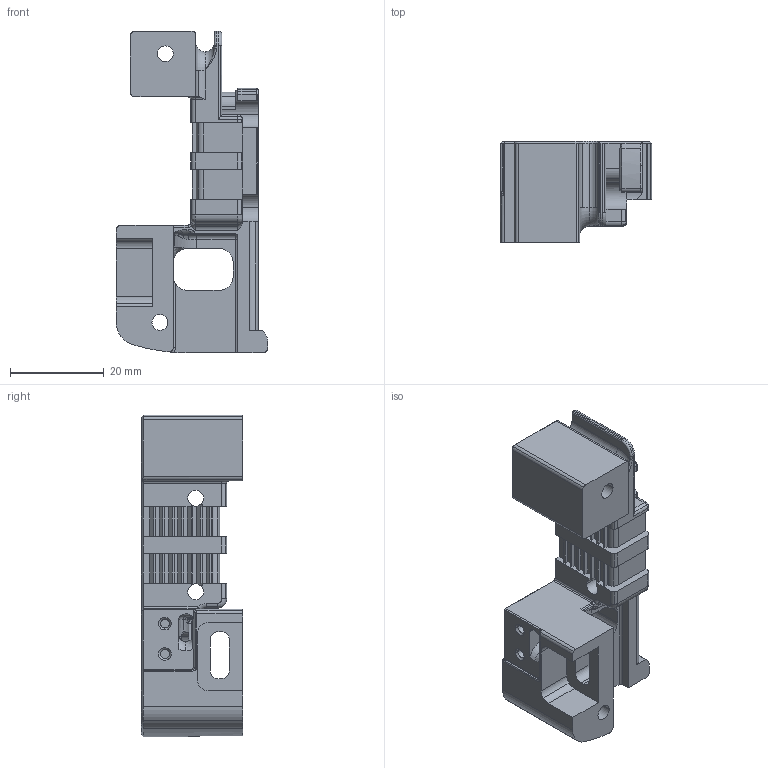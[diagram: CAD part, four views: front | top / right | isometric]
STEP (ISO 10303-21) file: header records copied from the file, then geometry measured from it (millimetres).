
FILE_DESCRIPTION (( 'STEP AP214' ), '1' );
FILE_NAME ('x_carriage_frame_right.STEP', '2022-11-04T07:19:32', ( '' ), ( '' ), 'SwSTEP 2.0', 'SolidWorks 2019', '' );
FILE_SCHEMA (( 'AUTOMOTIVE_DESIGN' ));
Length unit declared in the file: millimetre
Products named in the file (1): x_carriage_frame_right
Bounding box: 32.4 x 21.6 x 68.75 mm (x, y, z)
Volume: 19423.8 mm3; surface area: 9330.8 mm2
Topology: 1 solids, 1 shells, 445 faces, 1191 edges, 748 vertices
Faces by surface type: plane 209, cylinder 155, cone 38, torus 22, bspline 19, sphere 2
Entity records: 14740 total; most frequent: CARTESIAN_POINT 3679, ORIENTED_EDGE 2380, DIRECTION 2264, EDGE_CURVE 1190, AXIS2_PLACEMENT_3D 775, VERTEX_POINT 748, VECTOR 714, LINE 714
